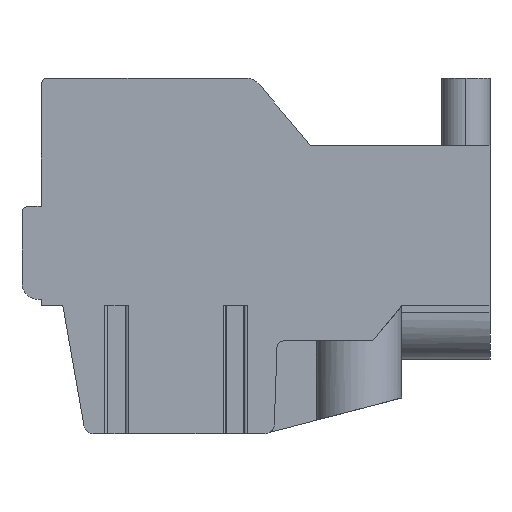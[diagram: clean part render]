
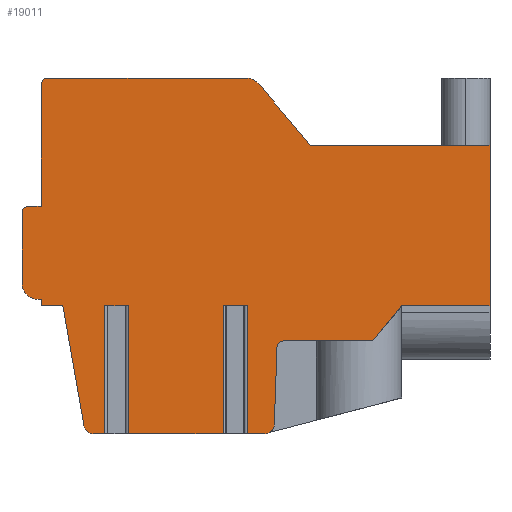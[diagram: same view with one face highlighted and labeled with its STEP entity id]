
A CAD part, front view. The second image highlights one B-rep face of the part: STEP entity #19011.
In plain terms, the highlighted planar face has unit normal (0, -1, 0).
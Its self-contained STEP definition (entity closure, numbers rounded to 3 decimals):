
#1=DIRECTION('',(1.,0.,0.));
#2=VECTOR('',#1,0.746);
#3=CARTESIAN_POINT('',(-12.023,0.,-7.186));
#4=LINE('',#3,#2);
#5=DIRECTION('',(0.,0.,-1.));
#6=VECTOR('',#5,4.);
#7=CARTESIAN_POINT('',(-12.023,0.,-7.186));
#8=LINE('',#7,#6);
#9=DIRECTION('',(-1.,0.,0.));
#10=VECTOR('',#9,0.348);
#11=CARTESIAN_POINT('',(-12.023,0.,-11.186));
#12=LINE('',#11,#10);
#13=CARTESIAN_POINT('',(-12.371,0.,-10.886));
#14=DIRECTION('',(0.,1.,0.));
#15=DIRECTION('',(0.,0.,-1.));
#16=AXIS2_PLACEMENT_3D('',#13,#14,#15);
#18=DIRECTION('',(-0.174,0.,0.985));
#19=VECTOR('',#18,3.81);
#20=CARTESIAN_POINT('',(-12.667,0.,-10.938));
#21=LINE('',#20,#19);
#22=DIRECTION('',(-1.,0.,0.));
#23=VECTOR('',#22,0.672);
#24=CARTESIAN_POINT('',(-13.328,0.,-7.186));
#25=LINE('',#24,#23);
#26=DIRECTION('',(0.,0.,1.));
#27=VECTOR('',#26,0.2);
#28=CARTESIAN_POINT('',(-14.,0.,-7.186));
#29=LINE('',#28,#27);
#30=DIRECTION('',(-1.,0.,0.));
#31=VECTOR('',#30,0.1);
#32=CARTESIAN_POINT('',(-14.,0.,-6.986));
#33=LINE('',#32,#31);
#34=CARTESIAN_POINT('',(-14.1,0.,-6.486));
#35=DIRECTION('',(0.,1.,0.));
#36=DIRECTION('',(0.,0.,-1.));
#37=AXIS2_PLACEMENT_3D('',#34,#35,#36);
#39=DIRECTION('',(0.,0.,1.));
#40=VECTOR('',#39,2.2);
#41=CARTESIAN_POINT('',(-14.6,0.,-6.486));
#42=LINE('',#41,#40);
#43=CARTESIAN_POINT('',(-14.4,0.,-4.286));
#44=DIRECTION('',(0.,1.,0.));
#45=DIRECTION('',(-1.,0.,0.));
#46=AXIS2_PLACEMENT_3D('',#43,#44,#45);
#48=DIRECTION('',(1.,0.,0.));
#49=VECTOR('',#48,0.4);
#50=CARTESIAN_POINT('',(-14.4,0.,-4.086));
#51=LINE('',#50,#49);
#52=DIRECTION('',(0.,0.,1.));
#53=VECTOR('',#52,3.8);
#54=CARTESIAN_POINT('',(-14.,0.,-4.086));
#55=LINE('',#54,#53);
#56=CARTESIAN_POINT('',(-13.8,0.,-0.286));
#57=DIRECTION('',(0.,1.,0.));
#58=DIRECTION('',(-1.,0.,0.));
#59=AXIS2_PLACEMENT_3D('',#56,#57,#58);
#61=DIRECTION('',(1.,0.,0.));
#62=VECTOR('',#61,6.205);
#63=CARTESIAN_POINT('',(-13.8,0.,-0.086));
#64=LINE('',#63,#62);
#65=CARTESIAN_POINT('',(-7.595,0.,-0.586));
#66=DIRECTION('',(0.,1.,0.));
#67=DIRECTION('',(0.,0.,1.));
#68=AXIS2_PLACEMENT_3D('',#65,#66,#67);
#70=DIRECTION('',(0.643,0.,-0.766));
#71=VECTOR('',#70,2.508);
#72=CARTESIAN_POINT('',(-7.212,0.,-0.264));
#73=LINE('',#72,#71);
#74=DIRECTION('',(1.,0.,0.));
#75=VECTOR('',#74,5.6);
#76=CARTESIAN_POINT('',(-5.6,0.,-2.186));
#77=LINE('',#76,#75);
#78=DIRECTION('',(0.,0.,-1.));
#79=VECTOR('',#78,5.);
#80=CARTESIAN_POINT('',(0.,0.,-2.186));
#81=LINE('',#80,#79);
#82=DIRECTION('',(-1.,0.,0.));
#83=VECTOR('',#82,2.75);
#84=CARTESIAN_POINT('',(0.,0.,-7.186));
#85=LINE('',#84,#83);
#86=DIRECTION('',(-0.635,0.,-0.773));
#87=VECTOR('',#86,1.423);
#88=CARTESIAN_POINT('',(-2.75,0.,-7.186));
#89=LINE('',#88,#87);
#90=DIRECTION('',(-1.,0.,0.));
#91=VECTOR('',#90,2.792);
#92=CARTESIAN_POINT('',(-3.653,0.,-8.286));
#93=LINE('',#92,#91);
#94=CARTESIAN_POINT('',(-6.445,0.,-8.486));
#95=DIRECTION('',(0.,-1.,0.));
#96=DIRECTION('',(0.,0.,1.));
#97=AXIS2_PLACEMENT_3D('',#94,#95,#96);
#99=DIRECTION('',(-0.035,0.,-0.999));
#100=VECTOR('',#99,2.419);
#101=CARTESIAN_POINT('',(-6.645,0.,-8.479));
#102=LINE('',#101,#100);
#103=CARTESIAN_POINT('',(-7.029,0.,-10.886));
#104=DIRECTION('',(0.,1.,0.));
#105=DIRECTION('',(0.999,0.,-0.035));
#106=AXIS2_PLACEMENT_3D('',#103,#104,#105);
#108=DIRECTION('',(-1.,0.,0.));
#109=VECTOR('',#108,0.547);
#110=CARTESIAN_POINT('',(-7.029,0.,-11.186));
#111=LINE('',#110,#109);
#112=DIRECTION('',(0.,0.,-1.));
#113=VECTOR('',#112,4.);
#114=CARTESIAN_POINT('',(-7.577,0.,-7.186));
#115=LINE('',#114,#113);
#116=DIRECTION('',(1.,0.,0.));
#117=VECTOR('',#116,0.746);
#118=CARTESIAN_POINT('',(-8.323,0.,-7.186));
#119=LINE('',#118,#117);
#120=DIRECTION('',(0.,0.,-1.));
#121=VECTOR('',#120,4.);
#122=CARTESIAN_POINT('',(-8.323,0.,-7.186));
#123=LINE('',#122,#121);
#124=DIRECTION('',(-1.,0.,0.));
#125=VECTOR('',#124,2.954);
#126=CARTESIAN_POINT('',(-8.323,0.,-11.186));
#127=LINE('',#126,#125);
#128=DIRECTION('',(0.,0.,-1.));
#129=VECTOR('',#128,4.);
#130=CARTESIAN_POINT('',(-11.277,0.,-7.186));
#131=LINE('',#130,#129);
#14880=CARTESIAN_POINT('',(-14.6,0.,-6.486));
#14881=CARTESIAN_POINT('',(-14.6,0.,-4.286));
#14882=VERTEX_POINT('',#14880);
#14883=VERTEX_POINT('',#14881);
#14884=CARTESIAN_POINT('',(-14.4,0.,-4.086));
#14885=VERTEX_POINT('',#14884);
#14886=CARTESIAN_POINT('',(-14.,0.,-4.086));
#14887=VERTEX_POINT('',#14886);
#14888=CARTESIAN_POINT('',(-14.,0.,-0.286));
#14889=VERTEX_POINT('',#14888);
#14890=CARTESIAN_POINT('',(-13.8,0.,-0.086));
#14891=VERTEX_POINT('',#14890);
#14892=CARTESIAN_POINT('',(-7.595,0.,-0.086));
#14893=VERTEX_POINT('',#14892);
#14894=CARTESIAN_POINT('',(-7.212,0.,-0.264));
#14895=VERTEX_POINT('',#14894);
#14896=CARTESIAN_POINT('',(-5.6,0.,-2.186));
#14897=VERTEX_POINT('',#14896);
#14898=CARTESIAN_POINT('',(0.,0.,-2.186));
#14899=VERTEX_POINT('',#14898);
#14900=CARTESIAN_POINT('',(0.,0.,-7.186));
#14901=VERTEX_POINT('',#14900);
#14902=CARTESIAN_POINT('',(-2.75,0.,-7.186));
#14903=VERTEX_POINT('',#14902);
#14904=CARTESIAN_POINT('',(-3.653,0.,-8.286));
#14905=VERTEX_POINT('',#14904);
#14906=CARTESIAN_POINT('',(-6.445,0.,-8.286));
#14907=VERTEX_POINT('',#14906);
#14908=CARTESIAN_POINT('',(-6.645,0.,-8.479));
#14909=VERTEX_POINT('',#14908);
#14910=CARTESIAN_POINT('',(-6.73,0.,-10.896));
#14911=VERTEX_POINT('',#14910);
#14912=CARTESIAN_POINT('',(-7.029,0.,-11.186));
#14913=VERTEX_POINT('',#14912);
#14914=CARTESIAN_POINT('',(-12.371,0.,-11.186));
#14915=CARTESIAN_POINT('',(-12.667,0.,-10.938));
#14916=VERTEX_POINT('',#14914);
#14917=VERTEX_POINT('',#14915);
#14918=CARTESIAN_POINT('',(-13.328,0.,-7.186));
#14919=VERTEX_POINT('',#14918);
#14920=CARTESIAN_POINT('',(-14.,0.,-7.186));
#14921=VERTEX_POINT('',#14920);
#14922=CARTESIAN_POINT('',(-14.,0.,-6.986));
#14923=VERTEX_POINT('',#14922);
#14924=CARTESIAN_POINT('',(-14.1,0.,-6.986));
#14925=VERTEX_POINT('',#14924);
#15371=CARTESIAN_POINT('',(-12.023,0.,-7.186));
#15372=CARTESIAN_POINT('',(-11.277,0.,-7.186));
#15373=VERTEX_POINT('',#15371);
#15374=VERTEX_POINT('',#15372);
#15375=CARTESIAN_POINT('',(-8.323,0.,-7.186));
#15376=CARTESIAN_POINT('',(-7.577,0.,-7.186));
#15377=VERTEX_POINT('',#15375);
#15378=VERTEX_POINT('',#15376);
#15379=CARTESIAN_POINT('',(-11.277,0.,-11.186));
#15380=VERTEX_POINT('',#15379);
#15381=CARTESIAN_POINT('',(-12.023,0.,-11.186));
#15382=VERTEX_POINT('',#15381);
#15383=CARTESIAN_POINT('',(-8.323,0.,-11.186));
#15384=VERTEX_POINT('',#15383);
#15385=CARTESIAN_POINT('',(-7.577,0.,-11.186));
#15386=VERTEX_POINT('',#15385);
#18942=CARTESIAN_POINT('',(0.,0.,0.));
#18943=DIRECTION('',(0.,1.,0.));
#18944=DIRECTION('',(1.,0.,0.));
#18945=AXIS2_PLACEMENT_3D('',#18942,#18943,#18944);
#18946=PLANE('',#18945);
#18948=ORIENTED_EDGE('',*,*,#18947,.F.);
#18950=ORIENTED_EDGE('',*,*,#18949,.T.);
#18952=ORIENTED_EDGE('',*,*,#18951,.T.);
#18954=ORIENTED_EDGE('',*,*,#18953,.T.);
#18956=ORIENTED_EDGE('',*,*,#18955,.T.);
#18958=ORIENTED_EDGE('',*,*,#18957,.T.);
#18960=ORIENTED_EDGE('',*,*,#18959,.T.);
#18962=ORIENTED_EDGE('',*,*,#18961,.T.);
#18964=ORIENTED_EDGE('',*,*,#18963,.T.);
#18966=ORIENTED_EDGE('',*,*,#18965,.T.);
#18968=ORIENTED_EDGE('',*,*,#18967,.T.);
#18970=ORIENTED_EDGE('',*,*,#18969,.T.);
#18972=ORIENTED_EDGE('',*,*,#18971,.T.);
#18974=ORIENTED_EDGE('',*,*,#18973,.T.);
#18976=ORIENTED_EDGE('',*,*,#18975,.T.);
#18978=ORIENTED_EDGE('',*,*,#18977,.T.);
#18980=ORIENTED_EDGE('',*,*,#18979,.T.);
#18982=ORIENTED_EDGE('',*,*,#18981,.T.);
#18984=ORIENTED_EDGE('',*,*,#18983,.T.);
#18986=ORIENTED_EDGE('',*,*,#18985,.T.);
#18988=ORIENTED_EDGE('',*,*,#18987,.T.);
#18990=ORIENTED_EDGE('',*,*,#18989,.T.);
#18992=ORIENTED_EDGE('',*,*,#18991,.T.);
#18994=ORIENTED_EDGE('',*,*,#18993,.T.);
#18996=ORIENTED_EDGE('',*,*,#18995,.T.);
#18998=ORIENTED_EDGE('',*,*,#18997,.T.);
#19000=ORIENTED_EDGE('',*,*,#18999,.F.);
#19002=ORIENTED_EDGE('',*,*,#19001,.F.);
#19004=ORIENTED_EDGE('',*,*,#19003,.T.);
#19006=ORIENTED_EDGE('',*,*,#19005,.T.);
#19008=ORIENTED_EDGE('',*,*,#19007,.F.);
#19009=EDGE_LOOP('',(#18948,#18950,#18952,#18954,#18956,#18958,#18960,#18962,
#18964,#18966,#18968,#18970,#18972,#18974,#18976,#18978,#18980,#18982,#18984,
#18986,#18988,#18990,#18992,#18994,#18996,#18998,#19000,#19002,#19004,#19006,
#19008));
#19010=FACE_OUTER_BOUND('',#19009,.F.);
#19011=ADVANCED_FACE('',(#19010),#18946,.F.);
#17=CIRCLE('',#16,0.3);
#38=CIRCLE('',#37,0.5);
#47=CIRCLE('',#46,0.2);
#60=CIRCLE('',#59,0.2);
#69=CIRCLE('',#68,0.5);
#98=CIRCLE('',#97,0.2);
#107=CIRCLE('',#106,0.3);
#18947=EDGE_CURVE('',#15373,#15374,#4,.T.);
#18949=EDGE_CURVE('',#15373,#15382,#8,.T.);
#18951=EDGE_CURVE('',#15382,#14916,#12,.T.);
#18953=EDGE_CURVE('',#14916,#14917,#17,.T.);
#18955=EDGE_CURVE('',#14917,#14919,#21,.T.);
#18957=EDGE_CURVE('',#14919,#14921,#25,.T.);
#18959=EDGE_CURVE('',#14921,#14923,#29,.T.);
#18961=EDGE_CURVE('',#14923,#14925,#33,.T.);
#18963=EDGE_CURVE('',#14925,#14882,#38,.T.);
#18965=EDGE_CURVE('',#14882,#14883,#42,.T.);
#18967=EDGE_CURVE('',#14883,#14885,#47,.T.);
#18969=EDGE_CURVE('',#14885,#14887,#51,.T.);
#18971=EDGE_CURVE('',#14887,#14889,#55,.T.);
#18973=EDGE_CURVE('',#14889,#14891,#60,.T.);
#18975=EDGE_CURVE('',#14891,#14893,#64,.T.);
#18977=EDGE_CURVE('',#14893,#14895,#69,.T.);
#18979=EDGE_CURVE('',#14895,#14897,#73,.T.);
#18981=EDGE_CURVE('',#14897,#14899,#77,.T.);
#18983=EDGE_CURVE('',#14899,#14901,#81,.T.);
#18985=EDGE_CURVE('',#14901,#14903,#85,.T.);
#18987=EDGE_CURVE('',#14903,#14905,#89,.T.);
#18989=EDGE_CURVE('',#14905,#14907,#93,.T.);
#18991=EDGE_CURVE('',#14907,#14909,#98,.T.);
#18993=EDGE_CURVE('',#14909,#14911,#102,.T.);
#18995=EDGE_CURVE('',#14911,#14913,#107,.T.);
#18997=EDGE_CURVE('',#14913,#15386,#111,.T.);
#18999=EDGE_CURVE('',#15378,#15386,#115,.T.);
#19001=EDGE_CURVE('',#15377,#15378,#119,.T.);
#19003=EDGE_CURVE('',#15377,#15384,#123,.T.);
#19005=EDGE_CURVE('',#15384,#15380,#127,.T.);
#19007=EDGE_CURVE('',#15374,#15380,#131,.T.);
